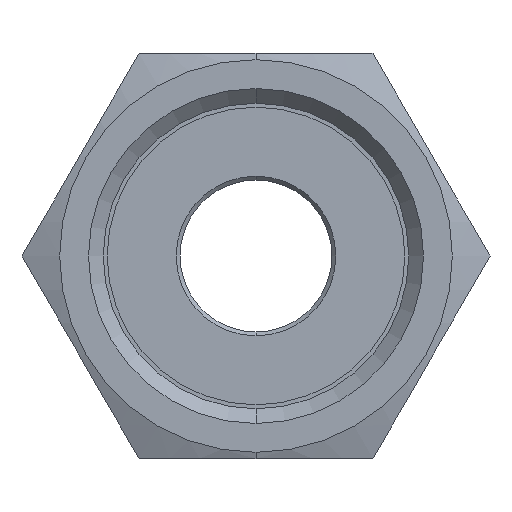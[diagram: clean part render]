
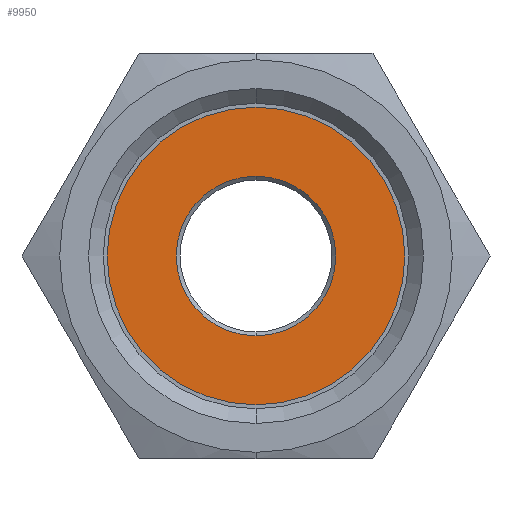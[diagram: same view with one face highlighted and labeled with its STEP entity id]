
A CAD part, left-side view. The second image highlights one B-rep face of the part: STEP entity #9950.
In plain terms, the highlighted planar face has unit normal (-1, 0, 0).
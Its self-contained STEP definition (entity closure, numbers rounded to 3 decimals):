
#823 = CARTESIAN_POINT ( 'NONE',  ( -45., 0., 0. ) ) ;
#1181 = FACE_OUTER_BOUND ( 'NONE', #11185, .T. ) ;
#1447 = DIRECTION ( 'NONE',  ( -1., 0., 0. ) ) ;
#1505 = ORIENTED_EDGE ( 'NONE', *, *, #12001, .F. ) ;
#1646 = EDGE_CURVE ( 'NONE', #12443, #13970, #4851, .T. ) ;
#2862 = EDGE_LOOP ( 'NONE', ( #3414, #14056 ) ) ;
#3223 = EDGE_CURVE ( 'NONE', #13970, #12443, #8423, .T. ) ;
#3350 = AXIS2_PLACEMENT_3D ( 'NONE', #7739, #1447, #15594 ) ;
#3373 = AXIS2_PLACEMENT_3D ( 'NONE', #4885, #14949, #4942 ) ;
#3414 = ORIENTED_EDGE ( 'NONE', *, *, #1646, .T. ) ;
#3885 = CARTESIAN_POINT ( 'NONE',  ( -45., 0., -11.75 ) ) ;
#4248 = CARTESIAN_POINT ( 'NONE',  ( -45., 0., 0. ) ) ;
#4851 = CIRCLE ( 'NONE', #5944, 6.3 ) ;
#4885 = CARTESIAN_POINT ( 'NONE',  ( -45., 0., 0. ) ) ;
#4942 = DIRECTION ( 'NONE',  ( 0., 0., -1. ) ) ;
#5194 = AXIS2_PLACEMENT_3D ( 'NONE', #823, #8561, #5916 ) ;
#5306 = CIRCLE ( 'NONE', #3373, 11.75 ) ;
#5742 = CARTESIAN_POINT ( 'NONE',  ( -45., 0., 0. ) ) ;
#5916 = DIRECTION ( 'NONE',  ( 0., 0., 1. ) ) ;
#5944 = AXIS2_PLACEMENT_3D ( 'NONE', #4248, #6781, #14275 ) ;
#6527 = ORIENTED_EDGE ( 'NONE', *, *, #9216, .F. ) ;
#6781 = DIRECTION ( 'NONE',  ( 1., 0., 0. ) ) ;
#6997 = CIRCLE ( 'NONE', #13759, 11.75 ) ;
#7582 = PLANE ( 'NONE',  #3350 ) ;
#7739 = CARTESIAN_POINT ( 'NONE',  ( -45., 11.75, 0. ) ) ;
#8423 = CIRCLE ( 'NONE', #5194, 6.3 ) ;
#8561 = DIRECTION ( 'NONE',  ( 1., 0., 0. ) ) ;
#9216 = EDGE_CURVE ( 'NONE', #10277, #15554, #6997, .T. ) ;
#9247 = CARTESIAN_POINT ( 'NONE',  ( -45., 0., -6.3 ) ) ;
#9950 = ADVANCED_FACE ( 'NONE', ( #11813, #1181 ), #7582, .T. ) ;
#10277 = VERTEX_POINT ( 'NONE', #3885 ) ;
#11185 = EDGE_LOOP ( 'NONE', ( #6527, #1505 ) ) ;
#11584 = CARTESIAN_POINT ( 'NONE',  ( -45., 0., 11.75 ) ) ;
#11813 = FACE_BOUND ( 'NONE', #2862, .T. ) ;
#12001 = EDGE_CURVE ( 'NONE', #15554, #10277, #5306, .T. ) ;
#12443 = VERTEX_POINT ( 'NONE', #13082 ) ;
#13082 = CARTESIAN_POINT ( 'NONE',  ( -45., 0., 6.3 ) ) ;
#13759 = AXIS2_PLACEMENT_3D ( 'NONE', #5742, #15970, #14683 ) ;
#13970 = VERTEX_POINT ( 'NONE', #9247 ) ;
#14056 = ORIENTED_EDGE ( 'NONE', *, *, #3223, .T. ) ;
#14275 = DIRECTION ( 'NONE',  ( 0., 0., 1. ) ) ;
#14683 = DIRECTION ( 'NONE',  ( 0., 0., -1. ) ) ;
#14949 = DIRECTION ( 'NONE',  ( 1., 0., 0. ) ) ;
#15554 = VERTEX_POINT ( 'NONE', #11584 ) ;
#15594 = DIRECTION ( 'NONE',  ( 0., 0., 1. ) ) ;
#15970 = DIRECTION ( 'NONE',  ( 1., 0., 0. ) ) ;
